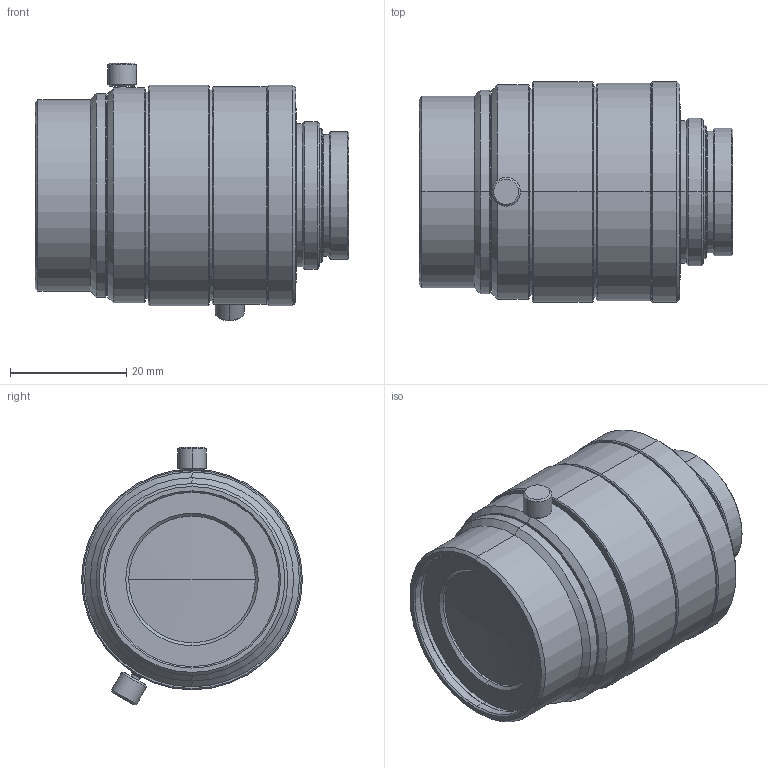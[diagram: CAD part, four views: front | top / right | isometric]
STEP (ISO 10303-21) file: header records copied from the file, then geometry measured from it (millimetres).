
FILE_DESCRIPTION (( 'STEP AP203' ), '1' );
FILE_NAME ('VS-1614H1N.STEP', '2016-12-08T04:04:39', ( 'miura_vst' ), ( '' ), 'SwSTEP 2.0', 'SolidWorks 2016', '' );
FILE_SCHEMA (( 'CONFIG_CONTROL_DESIGN' ));
Length unit declared in the file: millimetre
Products named in the file (1): VS-1614H1N
Bounding box: 54.04 x 38 x 44.41 mm (x, y, z)
Volume: 48457.5 mm3; surface area: 9509 mm2
Topology: 2 solids, 2 shells, 134 faces, 267 edges, 156 vertices
Faces by surface type: cone 60, cylinder 48, plane 22, sphere 4
Entity records: 3558 total; most frequent: DIRECTION 691, CARTESIAN_POINT 586, ORIENTED_EDGE 534, AXIS2_PLACEMENT_3D 291, EDGE_CURVE 267, CIRCLE 156, VERTEX_POINT 156, EDGE_LOOP 153
